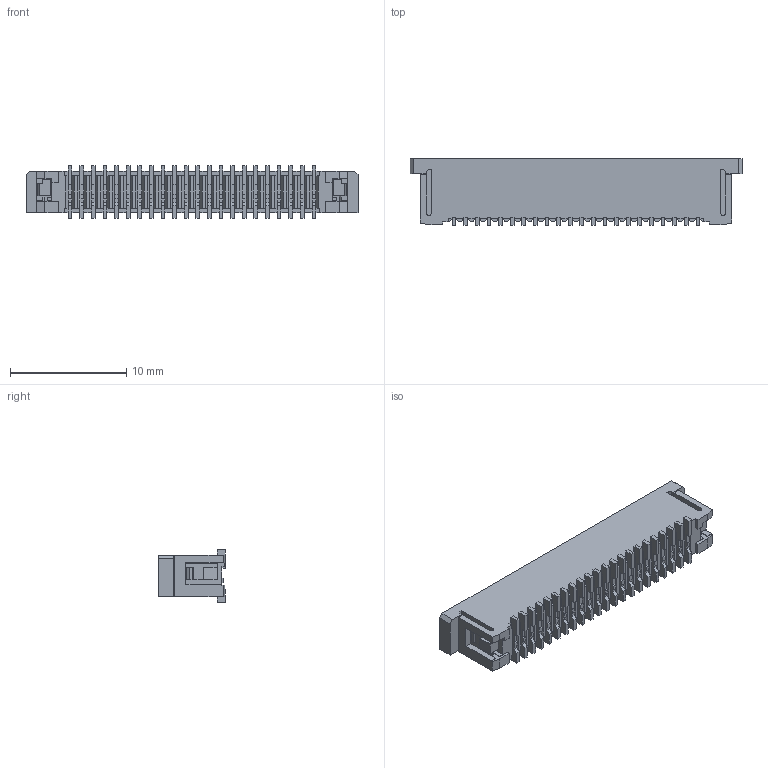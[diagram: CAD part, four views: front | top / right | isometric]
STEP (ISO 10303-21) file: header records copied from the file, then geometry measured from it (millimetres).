
FILE_DESCRIPTION((''),'2;1');
FILE_NAME('526102233','2019-06-21T',('gga'),(''),'PRO/ENGINEER BY PARAMETRIC TECHNOLOGY CORPORATION, 2016010','PRO/ENGINEER BY PARAMETRIC TECHNOLOGY CORPORATION, 2016010','');
FILE_SCHEMA(('CONFIG_CONTROL_DESIGN'));
Length unit declared in the file: millimetre
Products named in the file (1): 526102233
Bounding box: 28.6 x 5.75 x 4.5 mm (x, y, z)
Volume: 467.7 mm3; surface area: 1122.5 mm2
Topology: 1 solids, 1 shells, 808 faces, 2581 edges, 1762 vertices
Faces by surface type: plane 759, cylinder 49
Entity records: 27816 total; most frequent: CARTESIAN_POINT 4988, ORIENTED_EDGE 4810, DIRECTION 4293, VECTOR 2483, LINE 2483, EDGE_CURVE 2405, VERTEX_POINT 1586, AXIS2_PLACEMENT_3D 905
